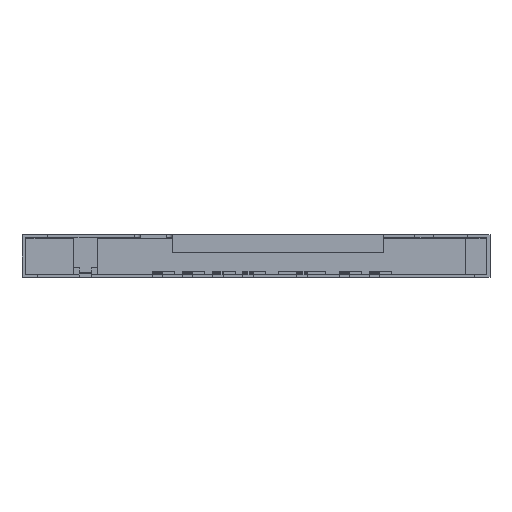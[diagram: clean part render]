
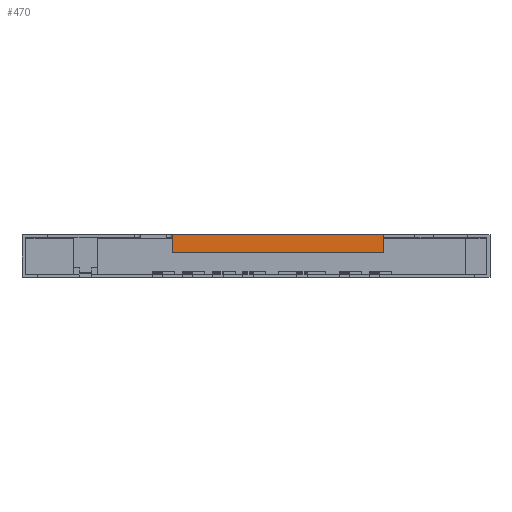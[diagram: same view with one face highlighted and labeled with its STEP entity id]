
A CAD part, front view. The second image highlights one B-rep face of the part: STEP entity #470.
In plain terms, the highlighted planar face has unit normal (0, -1, 0).
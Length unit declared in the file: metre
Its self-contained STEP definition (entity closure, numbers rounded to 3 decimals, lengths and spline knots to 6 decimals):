
#470 = ADVANCED_FACE( '', ( #1562 ), #1563, .T. );
#1562 = FACE_OUTER_BOUND( '', #2978, .T. );
#1563 = PLANE( '', #2979 );
#2978 = EDGE_LOOP( '', ( #7112, #7113, #7114, #7115 ) );
#2979 = AXIS2_PLACEMENT_3D( '', #7116, #7117, #7118 );
#7112 = ORIENTED_EDGE( '', *, *, #9358, .T. );
#7113 = ORIENTED_EDGE( '', *, *, #10503, .F. );
#7114 = ORIENTED_EDGE( '', *, *, #9888, .F. );
#7115 = ORIENTED_EDGE( '', *, *, #9881, .F. );
#7116 = CARTESIAN_POINT( '', ( -0.00277, 0.00055, 0. ) );
#7117 = DIRECTION( '', ( 0., -1., 0. ) );
#7118 = DIRECTION( '', ( 0., 0., -1. ) );
#9358 = EDGE_CURVE( '', #11558, #11556, #11559, .T. );
#9881 = EDGE_CURVE( '', #11558, #12478, #12479, .T. );
#9888 = EDGE_CURVE( '', #12478, #12487, #12489, .T. );
#10503 = EDGE_CURVE( '', #12487, #11556, #13425, .T. );
#11556 = VERTEX_POINT( '', #14947 );
#11558 = VERTEX_POINT( '', #14950 );
#11559 = LINE( '', #14951, #14952 );
#12478 = VERTEX_POINT( '', #16359 );
#12479 = LINE( '', #16360, #16361 );
#12487 = VERTEX_POINT( '', #16373 );
#12489 = LINE( '', #16376, #16377 );
#13425 = LINE( '', #17917, #17918 );
#14947 = CARTESIAN_POINT( '', ( -0.00277, 0.00055, 0. ) );
#14950 = CARTESIAN_POINT( '', ( 0.00422, 0.00055, 0. ) );
#14951 = CARTESIAN_POINT( '', ( 0.00422, 0.00055, 0. ) );
#14952 = VECTOR( '', #18899, 1. );
#16359 = CARTESIAN_POINT( '', ( 0.00422, 0.00055, -0.0006 ) );
#16360 = CARTESIAN_POINT( '', ( 0.00422, 0.00055, 0. ) );
#16361 = VECTOR( '', #19526, 1. );
#16373 = CARTESIAN_POINT( '', ( -0.00277, 0.00055, -0.0006 ) );
#16376 = CARTESIAN_POINT( '', ( 0.00422, 0.00055, -0.0006 ) );
#16377 = VECTOR( '', #19535, 1. );
#17917 = CARTESIAN_POINT( '', ( -0.00277, 0.00055, -0.0006 ) );
#17918 = VECTOR( '', #20230, 1. );
#18899 = DIRECTION( '', ( -1., 0., 0. ) );
#19526 = DIRECTION( '', ( 0., 0., -1. ) );
#19535 = DIRECTION( '', ( -1., 0., 0. ) );
#20230 = DIRECTION( '', ( 0., 0., 1. ) );
